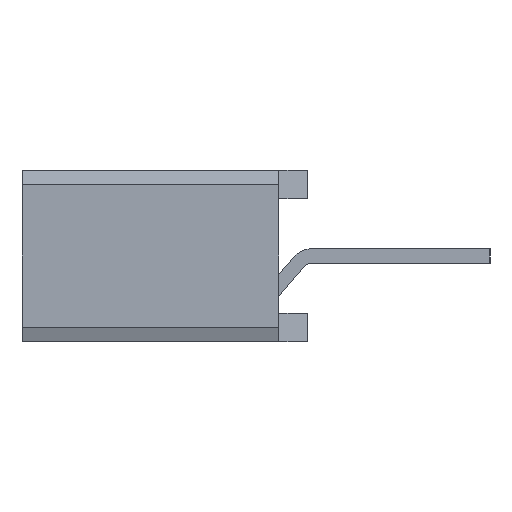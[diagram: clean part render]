
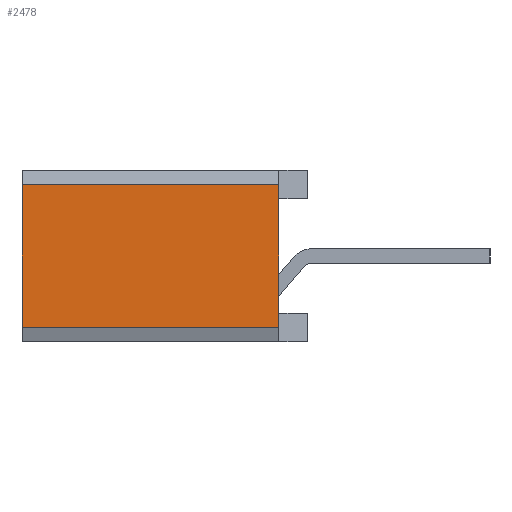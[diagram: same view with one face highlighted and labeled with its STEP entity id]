
A CAD part, left-side view. The second image highlights one B-rep face of the part: STEP entity #2478.
In plain terms, the highlighted planar face has unit normal (-1, 0, 0).
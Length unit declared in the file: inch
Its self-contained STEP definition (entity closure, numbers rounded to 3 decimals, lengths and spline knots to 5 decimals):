
#2478 = ADVANCED_FACE( '', ( #5070 ), #5071, .F. );
#5070 = FACE_OUTER_BOUND( '', #7712, .T. );
#5071 = PLANE( '', #7713 );
#7712 = EDGE_LOOP( '', ( #15378, #15379, #15380, #15381 ) );
#7713 = AXIS2_PLACEMENT_3D( '', #15382, #15383, #15384 );
#15378 = ORIENTED_EDGE( '', *, *, #16339, .T. );
#15379 = ORIENTED_EDGE( '', *, *, #16554, .T. );
#15380 = ORIENTED_EDGE( '', *, *, #17581, .T. );
#15381 = ORIENTED_EDGE( '', *, *, #18438, .F. );
#15382 = CARTESIAN_POINT( '', ( -1.2, 0.2, -0.06 ) );
#15383 = DIRECTION( '', ( 1., 0., 0. ) );
#15384 = DIRECTION( '', ( 0., 0., -1. ) );
#16339 = EDGE_CURVE( '', #19790, #19788, #19791, .T. );
#16554 = EDGE_CURVE( '', #19788, #20191, #20193, .T. );
#17581 = EDGE_CURVE( '', #20191, #21878, #21879, .T. );
#18438 = EDGE_CURVE( '', #19790, #21878, #23057, .T. );
#19788 = VERTEX_POINT( '', #24777 );
#19790 = VERTEX_POINT( '', #24780 );
#19791 = LINE( '', #24781, #24782 );
#20191 = VERTEX_POINT( '', #25386 );
#20193 = LINE( '', #25389, #25390 );
#21878 = VERTEX_POINT( '', #27870 );
#21879 = LINE( '', #27871, #27872 );
#23057 = LINE( '', #29638, #29639 );
#24777 = CARTESIAN_POINT( '', ( -1.2, 0.02, -0.05 ) );
#24780 = CARTESIAN_POINT( '', ( -1.2, 0.2, -0.05 ) );
#24781 = CARTESIAN_POINT( '', ( -1.2, 0.2, -0.05 ) );
#24782 = VECTOR( '', #31188, 39.37008 );
#25386 = CARTESIAN_POINT( '', ( -1.2, 0.02, 0.05 ) );
#25389 = CARTESIAN_POINT( '', ( -1.2, 0.02, -0.04 ) );
#25390 = VECTOR( '', #31394, 39.37008 );
#27870 = CARTESIAN_POINT( '', ( -1.2, 0.2, 0.05 ) );
#27871 = CARTESIAN_POINT( '', ( -1.2, 0.2, 0.05 ) );
#27872 = VECTOR( '', #32307, 39.37008 );
#29638 = CARTESIAN_POINT( '', ( -1.2, 0.2, -0.06 ) );
#29639 = VECTOR( '', #32974, 39.37008 );
#31188 = DIRECTION( '', ( 0., -1., 0. ) );
#31394 = DIRECTION( '', ( 0., 0., 1. ) );
#32307 = DIRECTION( '', ( 0., 1., 0. ) );
#32974 = DIRECTION( '', ( 0., 0., 1. ) );
